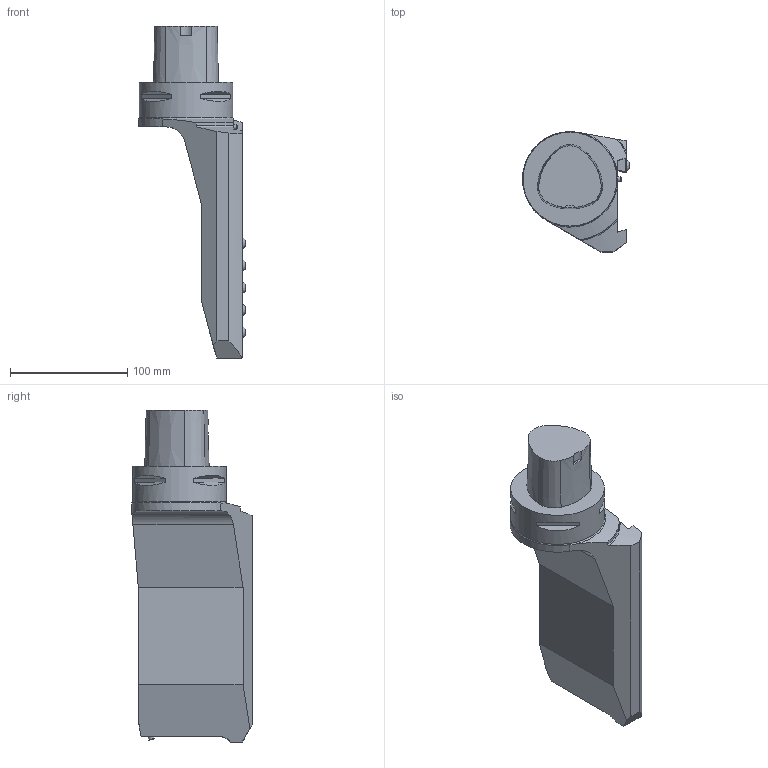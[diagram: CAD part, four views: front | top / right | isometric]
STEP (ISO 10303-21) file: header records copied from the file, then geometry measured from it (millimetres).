
FILE_DESCRIPTION(/* description */ (''),/* implementation_level */ '2;1');
FILE_NAME(/* name */ '1524469458370.stp',/* time_stamp */ '2018-04-23T09:44:27+02:00',/* author */ (''),/* organization */ ('SMS'),/* preprocessor_version */ 'ST-DEVELOPER v15',/* originating_system */ 'SIEMENS PLM Software NX 8.5',/* authorisation */ '');
FILE_SCHEMA (('AUTOMOTIVE_DESIGN { 1 0 10303 214 3 1 1 1 }'));
Length unit declared in the file: millimetre
Products named in the file (1): 112030681mod000_00
Bounding box: 91.25 x 102.5 x 283 mm (x, y, z)
Volume: 883882.8 mm3; surface area: 81164.6 mm2
Topology: 1 solids, 1 shells, 88 faces, 216 edges, 144 vertices
Faces by surface type: plane 53, cylinder 15, cone 12, bspline 5, torus 3
Full cylindrical faces by diameter (mm): 4 x1, 5 x1, 9.5 x5, 80 x1
Entity records: 2760 total; most frequent: CARTESIAN_POINT 697, DIRECTION 414, ORIENTED_EDGE 396, EDGE_CURVE 198, AXIS2_PLACEMENT_3D 155, VERTEX_POINT 139, EDGE_LOOP 115, LINE 104
